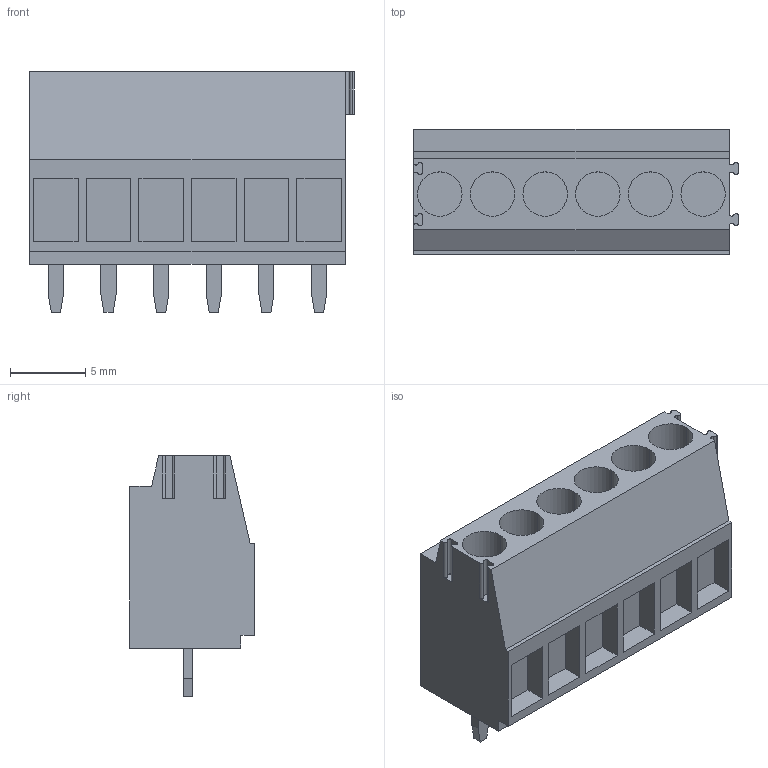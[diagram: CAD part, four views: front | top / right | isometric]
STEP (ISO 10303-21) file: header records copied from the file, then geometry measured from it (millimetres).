
FILE_DESCRIPTION(('CATIA V5 STEP Exchange','CAx-IF Rec.Pracs.--- Model Styling and Organization---1.2---2011-12-15'),'2;1');
FILE_NAME ('D1452805_0_1561150000_1561150000.stp','2018-09-08T13:20:59+00:00',('none'),('Weidmueller'),'CATIA Version 5-6 Release 2014','CATIA V5 STEP AP214','none');
FILE_SCHEMA(('AUTOMOTIVE_DESIGN { 1 0 10303 214 1 1 1 1 }'));
Length unit declared in the file: millimetre
Products named in the file (1): 1561150000
Bounding box: 21.6 x 8.3 x 16 mm (x, y, z)
Volume: 1817.6 mm3; surface area: 1400.9 mm2
Topology: 7 solids, 7 shells, 136 faces, 330 edges, 220 vertices
Faces by surface type: plane 104, cylinder 32
Entity records: 3652 total; most frequent: ORIENTED_EDGE 660, CARTESIAN_POINT 634, DIRECTION 496, EDGE_CURVE 330, VECTOR 266, LINE 266, VERTEX_POINT 220, AXIS2_PLACEMENT_3D 148
